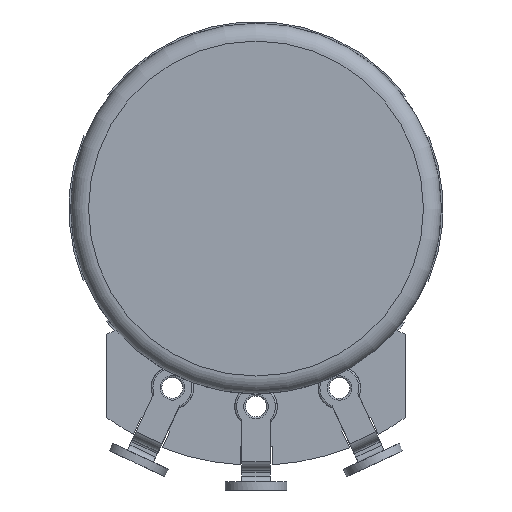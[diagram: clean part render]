
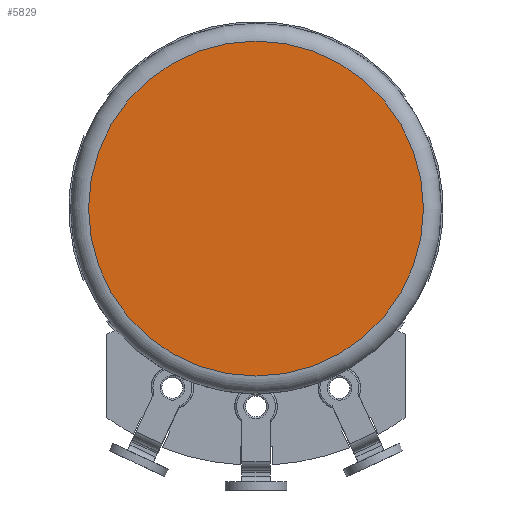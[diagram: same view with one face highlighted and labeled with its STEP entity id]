
A CAD part, left-side view. The second image highlights one B-rep face of the part: STEP entity #5829.
In plain terms, the highlighted planar face has unit normal (-1, 0, 0).
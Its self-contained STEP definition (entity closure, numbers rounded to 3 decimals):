
#1277=ORIENTED_EDGE('',*,*,#2378,.T.);
#2378=EDGE_CURVE('',#2935,#2935,#3259,.T.);
#2935=VERTEX_POINT('',#8591);
#3259=CIRCLE('',#6160,10.85);
#3460=EDGE_LOOP('',(#1277));
#3740=FACE_BOUND('',#3460,.T.);
#3971=PLANE('',#6159);
#5829=ADVANCED_FACE('',(#3740),#3971,.T.);
#6159=AXIS2_PLACEMENT_3D('',#8589,#6881,#6882);
#6160=AXIS2_PLACEMENT_3D('',#8590,#6883,#6884);
#6881=DIRECTION('',(-1.,0.,0.));
#6882=DIRECTION('',(0.,0.,1.));
#6883=DIRECTION('',(-1.,0.,0.));
#6884=DIRECTION('',(0.,0.,1.));
#8589=CARTESIAN_POINT('',(0.,0.,12.));
#8590=CARTESIAN_POINT('',(0.,0.,0.));
#8591=CARTESIAN_POINT('',(0.,0.,10.85));
